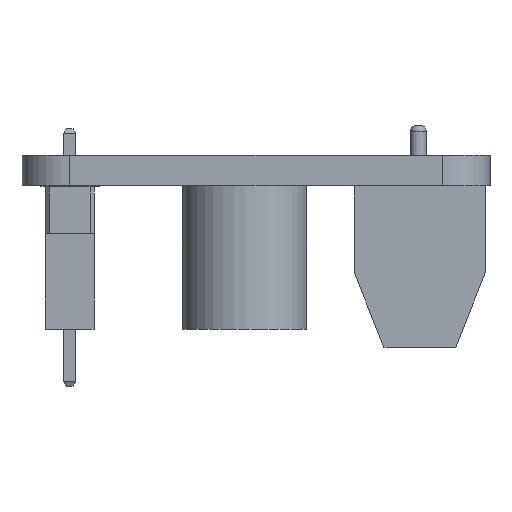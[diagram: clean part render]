
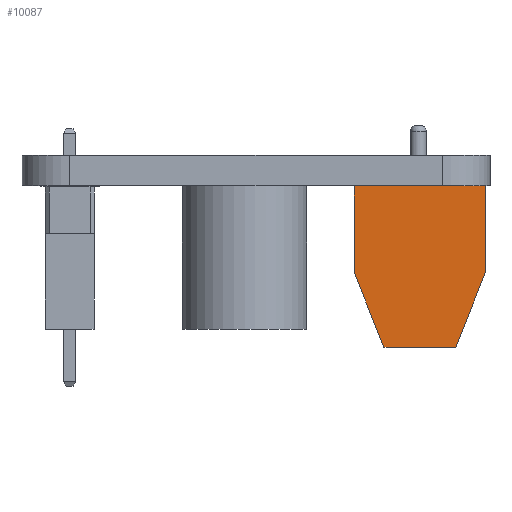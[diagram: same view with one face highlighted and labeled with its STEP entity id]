
A CAD part, left-side view. The second image highlights one B-rep face of the part: STEP entity #10087.
In plain terms, the highlighted face is planar.
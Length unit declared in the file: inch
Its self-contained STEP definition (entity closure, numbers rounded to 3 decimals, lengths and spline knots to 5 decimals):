
#547 = EDGE_CURVE ( 'NONE', #3287, #11701, #8376, .T. ) ;
#645 = ORIENTED_EDGE ( 'NONE', *, *, #547, .T. ) ;
#674 = CARTESIAN_POINT ( 'NONE',  ( 0.1378, 0.0128, -0.13484 ) ) ;
#1312 = ORIENTED_EDGE ( 'NONE', *, *, #17002, .T. ) ;
#1572 = DIRECTION ( 'NONE',  ( 0., 0., 1. ) ) ;
#2018 = FACE_OUTER_BOUND ( 'NONE', #5478, .T. ) ;
#2572 = VERTEX_POINT ( 'NONE', #9862 ) ;
#2590 = CARTESIAN_POINT ( 'NONE',  ( 0.1378, -0.16634, 0.13484 ) ) ;
#3287 = VERTEX_POINT ( 'NONE', #11653 ) ;
#3417 = LINE ( 'NONE', #3707, #11870 ) ;
#3456 = PLANE ( 'NONE',  #14913 ) ;
#3633 = CARTESIAN_POINT ( 'NONE',  ( 0.1378, -0.16634, -0.13484 ) ) ;
#3707 = CARTESIAN_POINT ( 'NONE',  ( 0.1378, 0.0128, -0.13484 ) ) ;
#3955 = DIRECTION ( 'NONE',  ( 0., -1., 0. ) ) ;
#5001 = ORIENTED_EDGE ( 'NONE', *, *, #14719, .T. ) ;
#5478 = EDGE_LOOP ( 'NONE', ( #1312, #645, #5001, #5718, #15140, #8860 ) ) ;
#5718 = ORIENTED_EDGE ( 'NONE', *, *, #19001, .T. ) ;
#6439 = VECTOR ( 'NONE', #14110, 39.37008 ) ;
#6943 = LINE ( 'NONE', #3633, #17868 ) ;
#6950 = CARTESIAN_POINT ( 'NONE',  ( 0.1378, 0.0128, 0.13484 ) ) ;
#8376 = LINE ( 'NONE', #15354, #6439 ) ;
#8860 = ORIENTED_EDGE ( 'NONE', *, *, #16395, .T. ) ;
#8947 = VECTOR ( 'NONE', #1572, 39.37008 ) ;
#9050 = LINE ( 'NONE', #10208, #8947 ) ;
#9291 = CARTESIAN_POINT ( 'NONE',  ( 0.1378, 0., 0. ) ) ;
#9382 = DIRECTION ( 'NONE',  ( 0., 0., -1. ) ) ;
#9406 = VERTEX_POINT ( 'NONE', #10604 ) ;
#9466 = DIRECTION ( 'NONE',  ( 0., 1., 0. ) ) ;
#9639 = DIRECTION ( 'NONE',  ( 0., 0.929, 0.369 ) ) ;
#9862 = CARTESIAN_POINT ( 'NONE',  ( 0.1378, 0.16634, -0.07382 ) ) ;
#10087 = ADVANCED_FACE ( 'NONE', ( #2018 ), #3456, .T. ) ;
#10208 = CARTESIAN_POINT ( 'NONE',  ( 0.1378, 0.16634, -0.07382 ) ) ;
#10514 = VECTOR ( 'NONE', #3955, 39.37008 ) ;
#10604 = CARTESIAN_POINT ( 'NONE',  ( 0.1378, 0.16634, 0.07382 ) ) ;
#11653 = CARTESIAN_POINT ( 'NONE',  ( 0.1378, -0.16634, 0.13484 ) ) ;
#11701 = VERTEX_POINT ( 'NONE', #18330 ) ;
#11870 = VECTOR ( 'NONE', #9639, 39.37008 ) ;
#13437 = CARTESIAN_POINT ( 'NONE',  ( 0.1378, 0.0128, 0.13484 ) ) ;
#13914 = VERTEX_POINT ( 'NONE', #674 ) ;
#14110 = DIRECTION ( 'NONE',  ( 0., 0., -1. ) ) ;
#14190 = VERTEX_POINT ( 'NONE', #13437 ) ;
#14236 = LINE ( 'NONE', #6950, #14499 ) ;
#14499 = VECTOR ( 'NONE', #17231, 39.37008 ) ;
#14719 = EDGE_CURVE ( 'NONE', #11701, #13914, #6943, .T. ) ;
#14913 = AXIS2_PLACEMENT_3D ( 'NONE', #9291, #16743, #9382 ) ;
#15140 = ORIENTED_EDGE ( 'NONE', *, *, #15514, .T. ) ;
#15354 = CARTESIAN_POINT ( 'NONE',  ( 0.1378, -0.16634, -0.13484 ) ) ;
#15514 = EDGE_CURVE ( 'NONE', #2572, #9406, #9050, .T. ) ;
#15877 = LINE ( 'NONE', #2590, #10514 ) ;
#16395 = EDGE_CURVE ( 'NONE', #9406, #14190, #14236, .T. ) ;
#16743 = DIRECTION ( 'NONE',  ( 1., 0., 0. ) ) ;
#17002 = EDGE_CURVE ( 'NONE', #14190, #3287, #15877, .T. ) ;
#17231 = DIRECTION ( 'NONE',  ( 0., -0.929, 0.369 ) ) ;
#17868 = VECTOR ( 'NONE', #9466, 39.37008 ) ;
#18330 = CARTESIAN_POINT ( 'NONE',  ( 0.1378, -0.16634, -0.13484 ) ) ;
#19001 = EDGE_CURVE ( 'NONE', #13914, #2572, #3417, .T. ) ;
